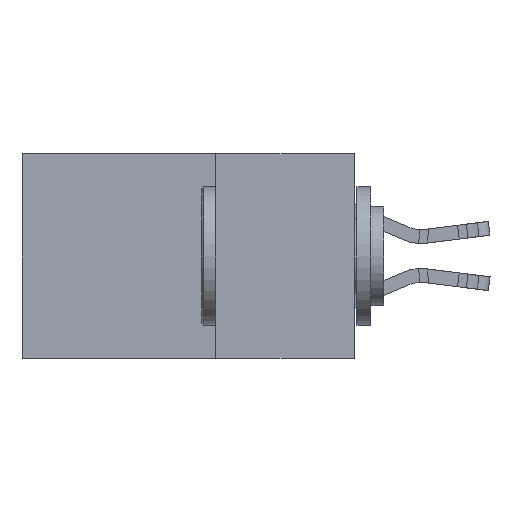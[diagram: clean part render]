
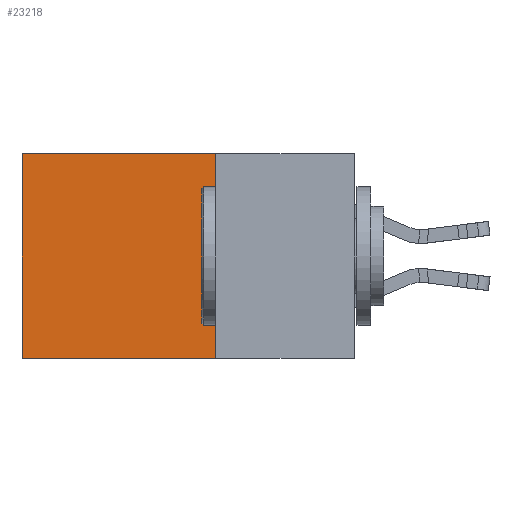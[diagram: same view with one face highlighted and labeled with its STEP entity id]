
A CAD part, left-side view. The second image highlights one B-rep face of the part: STEP entity #23218.
In plain terms, the highlighted planar face has unit normal (-1, 0, 0).
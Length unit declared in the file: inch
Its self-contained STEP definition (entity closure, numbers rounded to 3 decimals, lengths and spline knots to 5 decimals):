
#498 = VECTOR ( 'NONE', #19666, 39.37008 ) ;
#837 = ORIENTED_EDGE ( 'NONE', *, *, #23395, .T. ) ;
#1801 = ORIENTED_EDGE ( 'NONE', *, *, #11103, .F. ) ;
#2812 = VERTEX_POINT ( 'NONE', #9565 ) ;
#3767 = VERTEX_POINT ( 'NONE', #16152 ) ;
#4908 = VERTEX_POINT ( 'NONE', #20520 ) ;
#5816 = DIRECTION ( 'NONE',  ( 0., 1., 0. ) ) ;
#7145 = PLANE ( 'NONE',  #9470 ) ;
#7234 = VECTOR ( 'NONE', #5816, 39.37008 ) ;
#7774 = LINE ( 'NONE', #16128, #18103 ) ;
#9252 = DIRECTION ( 'NONE',  ( 0., 0., -1. ) ) ;
#9470 = AXIS2_PLACEMENT_3D ( 'NONE', #13280, #21422, #9252 ) ;
#9565 = CARTESIAN_POINT ( 'NONE',  ( 0.2615, 0.25, -0.37 ) ) ;
#10769 = ORIENTED_EDGE ( 'NONE', *, *, #12325, .F. ) ;
#10939 = LINE ( 'NONE', #17691, #498 ) ;
#11103 = EDGE_CURVE ( 'NONE', #2812, #3767, #7774, .T. ) ;
#11239 = EDGE_CURVE ( 'NONE', #16439, #3767, #20262, .T. ) ;
#11777 = FACE_OUTER_BOUND ( 'NONE', #21700, .T. ) ;
#12325 = EDGE_CURVE ( 'NONE', #4908, #2812, #10939, .T. ) ;
#13280 = CARTESIAN_POINT ( 'NONE',  ( 0.2615, 0.25, -0.37 ) ) ;
#14005 = ORIENTED_EDGE ( 'NONE', *, *, #11239, .T. ) ;
#15955 = CARTESIAN_POINT ( 'NONE',  ( 0.2615, 0.6, 0. ) ) ;
#16128 = CARTESIAN_POINT ( 'NONE',  ( 0.2615, 0.25, -0.37 ) ) ;
#16152 = CARTESIAN_POINT ( 'NONE',  ( 0.2615, 0.6, -0.37 ) ) ;
#16439 = VERTEX_POINT ( 'NONE', #15955 ) ;
#16750 = DIRECTION ( 'NONE',  ( 0., 0., -1. ) ) ;
#17691 = CARTESIAN_POINT ( 'NONE',  ( 0.2615, 0.25, -0.37 ) ) ;
#18103 = VECTOR ( 'NONE', #22239, 39.37008 ) ;
#18679 = CARTESIAN_POINT ( 'NONE',  ( 0.2615, 0.6, -0.37 ) ) ;
#19666 = DIRECTION ( 'NONE',  ( 0., 0., -1. ) ) ;
#20262 = LINE ( 'NONE', #18679, #24286 ) ;
#20520 = CARTESIAN_POINT ( 'NONE',  ( 0.2615, 0.25, 0. ) ) ;
#21422 = DIRECTION ( 'NONE',  ( 1., 0., 0. ) ) ;
#21700 = EDGE_LOOP ( 'NONE', ( #14005, #1801, #10769, #837 ) ) ;
#22239 = DIRECTION ( 'NONE',  ( 0., 1., 0. ) ) ;
#23218 = ADVANCED_FACE ( 'NONE', ( #11777 ), #7145, .F. ) ;
#23395 = EDGE_CURVE ( 'NONE', #4908, #16439, #23466, .T. ) ;
#23466 = LINE ( 'NONE', #24101, #7234 ) ;
#24101 = CARTESIAN_POINT ( 'NONE',  ( 0.2615, 0.25, 0. ) ) ;
#24286 = VECTOR ( 'NONE', #16750, 39.37008 ) ;
